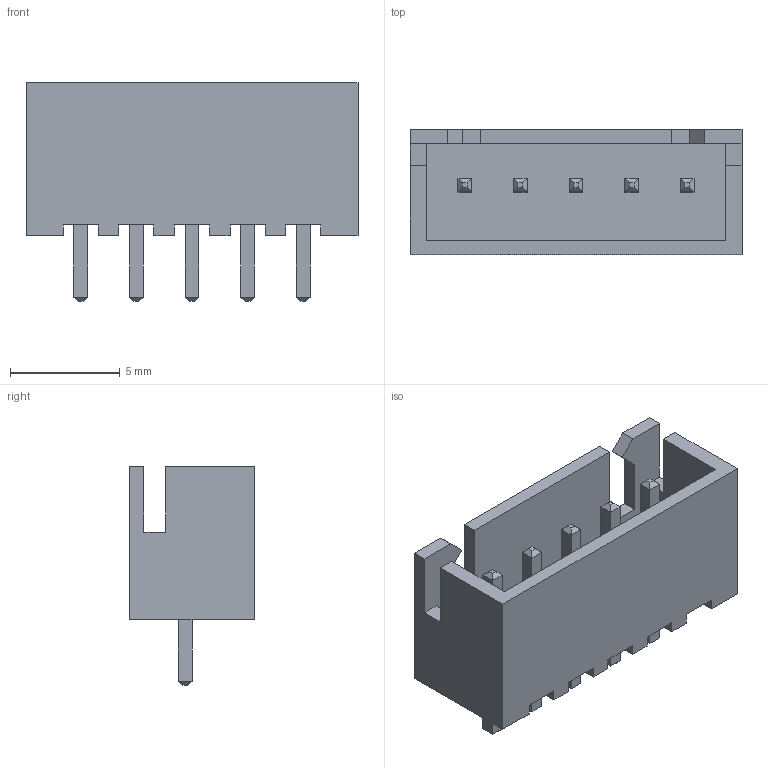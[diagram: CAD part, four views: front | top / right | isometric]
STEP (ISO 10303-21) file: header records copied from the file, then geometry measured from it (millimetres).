
FILE_DESCRIPTION(/* description */ (''),/* implementation_level */ '2;1');
FILE_NAME(/* name */ 'JST 2.54x5P.step',/* time_stamp */ '2022-12-12T16:07:11-03:00',/* author */ (''),/* organization */ (''),/* preprocessor_version */ 'ST-DEVELOPER v19.2',/* originating_system */ 'Autodesk Translation Framework v11.17.0.187',/* authorisation */ '');
FILE_SCHEMA (('AUTOMOTIVE_DESIGN { 1 0 10303 214 3 1 1 }'));
Length unit declared in the file: millimetre
Products named in the file (2): JST 2.54x5P; JST 5p
Assembly tree (1 placements, depth 2):
  JST 2.54x5P
    JST 5p
Bounding box: 15.16 x 5.7 x 10 mm (x, y, z)
Volume: 260.3 mm3; surface area: 760.1 mm2
Topology: 1 solids, 1 shells, 138 faces, 338 edges, 212 vertices
Faces by surface type: plane 138
Entity records: 4079 total; most frequent: CARTESIAN_POINT 691, ORIENTED_EDGE 676, DIRECTION 620, LINE 338, VECTOR 338, EDGE_CURVE 338, VERTEX_POINT 212, EDGE_LOOP 148
